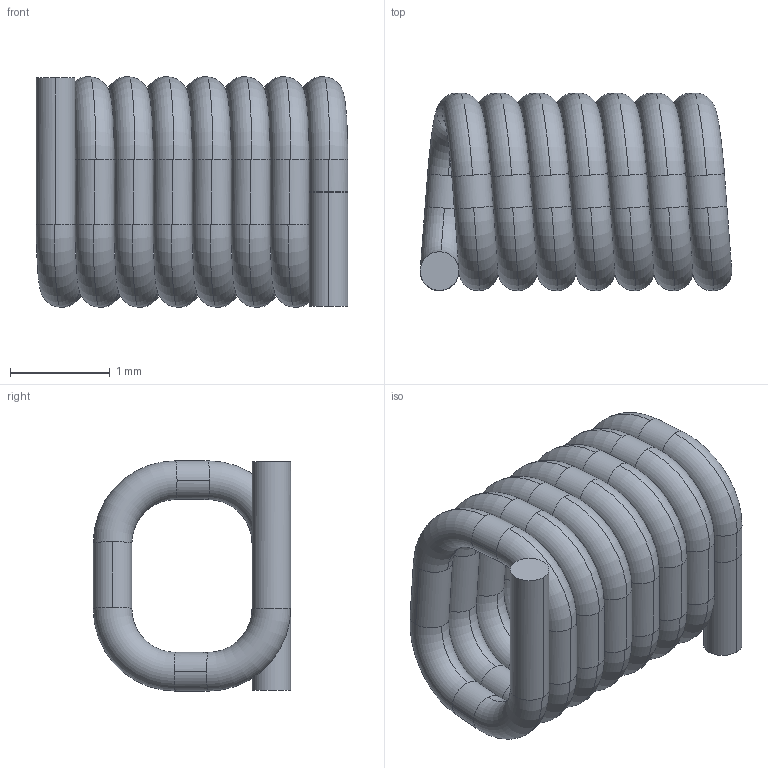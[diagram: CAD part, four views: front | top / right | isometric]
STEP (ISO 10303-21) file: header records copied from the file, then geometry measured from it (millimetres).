
FILE_DESCRIPTION (( 'STEP AP214' ), '1' );
FILE_NAME ('Coilcraft-0908SQ-25N.STEP', '2014-05-16T09:42:23', ( 'Windows User' ), ( '' ), 'SwSTEP 2.0', 'SolidWorks 2014', '' );
FILE_SCHEMA (( 'AUTOMOTIVE_DESIGN' ));
Length unit declared in the file: millimetre
Products named in the file (1): Coilcraft-0908SQ-25N
Bounding box: 3.12 x 1.98 x 2.31 mm (x, y, z)
Volume: 5.2 mm3; surface area: 54.1 mm2
Topology: 2 solids, 2 shells, 120 faces, 348 edges, 232 vertices
Faces by surface type: cylinder 60, torus 56, plane 4
Entity records: 5523 total; most frequent: DIRECTION 878, CARTESIAN_POINT 701, ORIENTED_EDGE 696, AXIS2_PLACEMENT_3D 409, EDGE_CURVE 348, CIRCLE 288, VERTEX_POINT 232, UNCERTAINTY_MEASURE_WITH_UNIT 124
